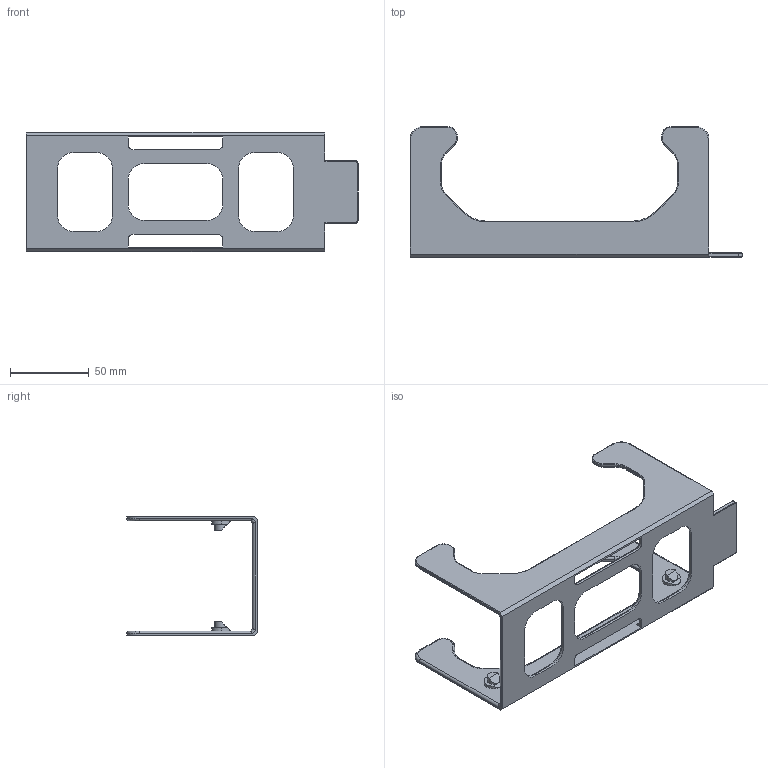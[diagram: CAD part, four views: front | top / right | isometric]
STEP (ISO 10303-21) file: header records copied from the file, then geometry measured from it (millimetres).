
FILE_DESCRIPTION(/* description */ (''),/* implementation_level */ '2;1');
FILE_NAME(/* name */ 'Spool Holder D5.step',/* time_stamp */ '2023-12-10T07:47:34-07:00',/* author */ (''),/* organization */ (''),/* preprocessor_version */ 'ST-DEVELOPER v20',/* originating_system */ 'Autodesk Translation Framework v12.14.0.127',/* authorisation */ '');
FILE_SCHEMA (('AUTOMOTIVE_DESIGN { 1 0 10303 214 3 1 1 }'));
Length unit declared in the file: millimetre
Products named in the file (1): Base
Bounding box: 211 x 83 x 76 mm (x, y, z)
Volume: 68159.8 mm3; surface area: 50443.5 mm2
Topology: 5 solids, 5 shells, 283 faces, 665 edges, 394 vertices
Faces by surface type: cylinder 131, plane 84, torus 64, cone 4
Full cylindrical faces by diameter (mm): 7.8 x4
Entity records: 8148 total; most frequent: DIRECTION 1565, CARTESIAN_POINT 1379, ORIENTED_EDGE 1330, EDGE_CURVE 665, AXIS2_PLACEMENT_3D 620, VERTEX_POINT 394, LINE 325, VECTOR 325
